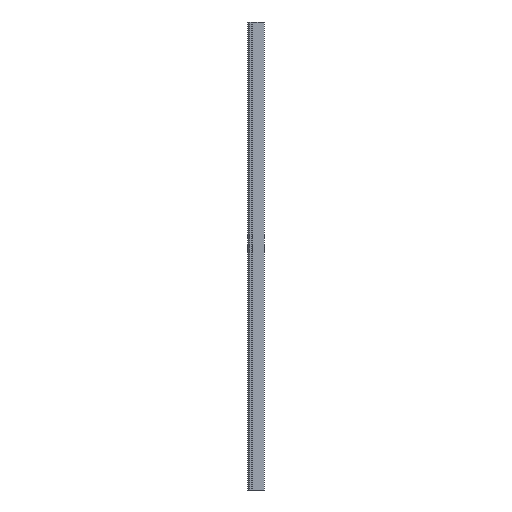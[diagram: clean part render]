
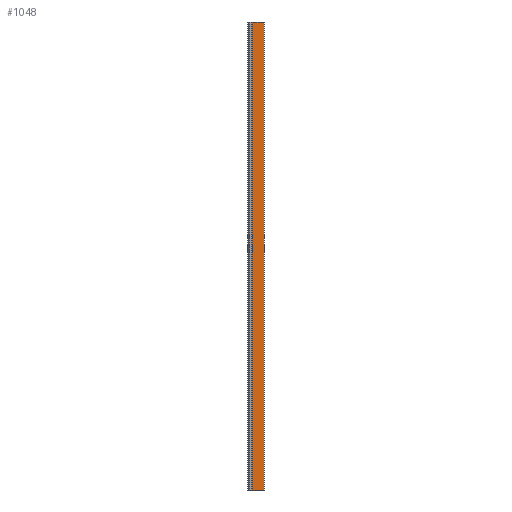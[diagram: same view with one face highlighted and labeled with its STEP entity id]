
A CAD part, left-side view. The second image highlights one B-rep face of the part: STEP entity #1048.
In plain terms, the highlighted planar face has unit normal (-1, 0, 0).
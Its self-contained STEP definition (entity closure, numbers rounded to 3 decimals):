
#145 = CARTESIAN_POINT ( 'NONE',  ( 0., 0., 0. ) ) ;
#186 = CARTESIAN_POINT ( 'NONE',  ( 0., 52.66, 2000. ) ) ;
#322 = DIRECTION ( 'NONE',  ( 0., -1., 0. ) ) ;
#485 = VERTEX_POINT ( 'NONE', #2047 ) ;
#684 = VERTEX_POINT ( 'NONE', #186 ) ;
#738 = DIRECTION ( 'NONE',  ( 0., 0., -1. ) ) ;
#784 = LINE ( 'NONE', #1906, #2085 ) ;
#991 = DIRECTION ( 'NONE',  ( 0., -1., 0. ) ) ;
#1048 = ADVANCED_FACE ( 'NONE', ( #3951 ), #2492, .F. ) ;
#1078 = AXIS2_PLACEMENT_3D ( 'NONE', #2442, #3193, #1079 ) ;
#1079 = DIRECTION ( 'NONE',  ( 0., 1., 0. ) ) ;
#1098 = EDGE_CURVE ( 'NONE', #3152, #2101, #2549, .T. ) ;
#1117 = EDGE_CURVE ( 'NONE', #485, #2101, #3337, .T. ) ;
#1842 = VECTOR ( 'NONE', #2979, 1000. ) ;
#1906 = CARTESIAN_POINT ( 'NONE',  ( 0., 52.66, 2000. ) ) ;
#1914 = CARTESIAN_POINT ( 'NONE',  ( 0., 0., 2000. ) ) ;
#2047 = CARTESIAN_POINT ( 'NONE',  ( 0., 52.66, 0. ) ) ;
#2085 = VECTOR ( 'NONE', #738, 1000. ) ;
#2101 = VERTEX_POINT ( 'NONE', #145 ) ;
#2234 = EDGE_CURVE ( 'NONE', #684, #3152, #2834, .T. ) ;
#2274 = ORIENTED_EDGE ( 'NONE', *, *, #4763, .T. ) ;
#2442 = CARTESIAN_POINT ( 'NONE',  ( 0., 0., 2000. ) ) ;
#2492 = PLANE ( 'NONE',  #1078 ) ;
#2549 = LINE ( 'NONE', #1914, #1842 ) ;
#2834 = LINE ( 'NONE', #4281, #3813 ) ;
#2886 = CARTESIAN_POINT ( 'NONE',  ( 0., 0., 2000. ) ) ;
#2979 = DIRECTION ( 'NONE',  ( 0., 0., -1. ) ) ;
#3101 = EDGE_LOOP ( 'NONE', ( #4652, #4260, #3834, #2274 ) ) ;
#3152 = VERTEX_POINT ( 'NONE', #2886 ) ;
#3193 = DIRECTION ( 'NONE',  ( 1., 0., 0. ) ) ;
#3337 = LINE ( 'NONE', #3647, #4217 ) ;
#3647 = CARTESIAN_POINT ( 'NONE',  ( 0., 0., 0. ) ) ;
#3813 = VECTOR ( 'NONE', #991, 1000. ) ;
#3834 = ORIENTED_EDGE ( 'NONE', *, *, #2234, .F. ) ;
#3951 = FACE_OUTER_BOUND ( 'NONE', #3101, .T. ) ;
#4217 = VECTOR ( 'NONE', #322, 1000. ) ;
#4260 = ORIENTED_EDGE ( 'NONE', *, *, #1098, .F. ) ;
#4281 = CARTESIAN_POINT ( 'NONE',  ( 0., 0., 2000. ) ) ;
#4652 = ORIENTED_EDGE ( 'NONE', *, *, #1117, .T. ) ;
#4763 = EDGE_CURVE ( 'NONE', #684, #485, #784, .T. ) ;
